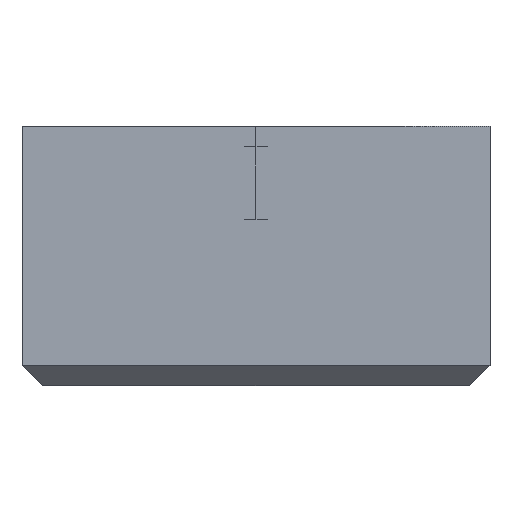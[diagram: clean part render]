
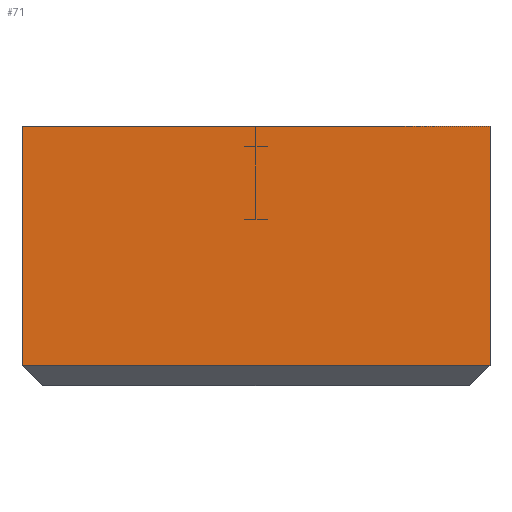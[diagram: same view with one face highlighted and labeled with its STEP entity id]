
A CAD part, left-side view. The second image highlights one B-rep face of the part: STEP entity #71.
In plain terms, the highlighted planar face has unit normal (-1, 0, 0).
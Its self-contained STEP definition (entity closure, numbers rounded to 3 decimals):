
#19 = EDGE_LOOP ( 'NONE', ( #599, #810, #131, #311, #489 ) ) ;
#23 = CARTESIAN_POINT ( 'NONE',  ( -52.5, -4.5, 0.4 ) ) ;
#30 = VERTEX_POINT ( 'NONE', #84 ) ;
#39 = EDGE_CURVE ( 'NONE', #581, #30, #213, .T. ) ;
#45 = AXIS2_PLACEMENT_3D ( 'NONE', #848, #57, #182 ) ;
#57 = DIRECTION ( 'NONE',  ( 1., 0., 0. ) ) ;
#60 = VECTOR ( 'NONE', #425, 1000. ) ;
#71 = ADVANCED_FACE ( 'NONE', ( #99 ), #627, .F. ) ;
#84 = CARTESIAN_POINT ( 'NONE',  ( -52.5, 0., 5. ) ) ;
#85 = CARTESIAN_POINT ( 'NONE',  ( -52.5, -4.5, 0.4 ) ) ;
#99 = FACE_OUTER_BOUND ( 'NONE', #19, .T. ) ;
#130 = LINE ( 'NONE', #266, #216 ) ;
#131 = ORIENTED_EDGE ( 'NONE', *, *, #375, .F. ) ;
#137 = CARTESIAN_POINT ( 'NONE',  ( -52.5, 4.5, 5. ) ) ;
#151 = DIRECTION ( 'NONE',  ( 0., -1., 0. ) ) ;
#182 = DIRECTION ( 'NONE',  ( 0., 0., -1. ) ) ;
#191 = VECTOR ( 'NONE', #151, 1000. ) ;
#213 = LINE ( 'NONE', #749, #191 ) ;
#216 = VECTOR ( 'NONE', #534, 1000. ) ;
#266 = CARTESIAN_POINT ( 'NONE',  ( -52.5, -4.5, 5. ) ) ;
#299 = VERTEX_POINT ( 'NONE', #628 ) ;
#311 = ORIENTED_EDGE ( 'NONE', *, *, #557, .F. ) ;
#319 = CARTESIAN_POINT ( 'NONE',  ( -52.5, -4.5, 5. ) ) ;
#320 = EDGE_CURVE ( 'NONE', #299, #737, #607, .T. ) ;
#342 = VECTOR ( 'NONE', #647, 1000. ) ;
#349 = CARTESIAN_POINT ( 'NONE',  ( -52.5, 4.5, 5. ) ) ;
#375 = EDGE_CURVE ( 'NONE', #394, #737, #830, .T. ) ;
#394 = VERTEX_POINT ( 'NONE', #711 ) ;
#418 = LINE ( 'NONE', #349, #596 ) ;
#425 = DIRECTION ( 'NONE',  ( 0., -1., 0. ) ) ;
#489 = ORIENTED_EDGE ( 'NONE', *, *, #39, .F. ) ;
#534 = DIRECTION ( 'NONE',  ( 0., -1., 0. ) ) ;
#557 = EDGE_CURVE ( 'NONE', #30, #394, #130, .T. ) ;
#581 = VERTEX_POINT ( 'NONE', #137 ) ;
#596 = VECTOR ( 'NONE', #819, 1000. ) ;
#599 = ORIENTED_EDGE ( 'NONE', *, *, #840, .T. ) ;
#607 = LINE ( 'NONE', #85, #60 ) ;
#627 = PLANE ( 'NONE',  #45 ) ;
#628 = CARTESIAN_POINT ( 'NONE',  ( -52.5, 4.5, 0.4 ) ) ;
#647 = DIRECTION ( 'NONE',  ( 0., 0., -1. ) ) ;
#711 = CARTESIAN_POINT ( 'NONE',  ( -52.5, -4.5, 5. ) ) ;
#737 = VERTEX_POINT ( 'NONE', #23 ) ;
#749 = CARTESIAN_POINT ( 'NONE',  ( -52.5, -4.5, 5. ) ) ;
#810 = ORIENTED_EDGE ( 'NONE', *, *, #320, .T. ) ;
#819 = DIRECTION ( 'NONE',  ( 0., 0., -1. ) ) ;
#830 = LINE ( 'NONE', #319, #342 ) ;
#840 = EDGE_CURVE ( 'NONE', #581, #299, #418, .T. ) ;
#848 = CARTESIAN_POINT ( 'NONE',  ( -52.5, -4.5, 5. ) ) ;
